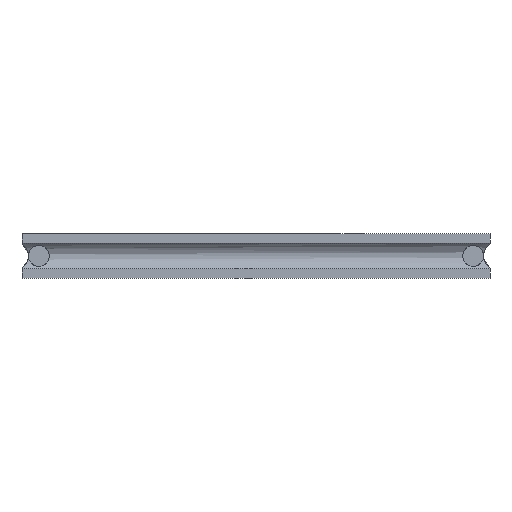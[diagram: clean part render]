
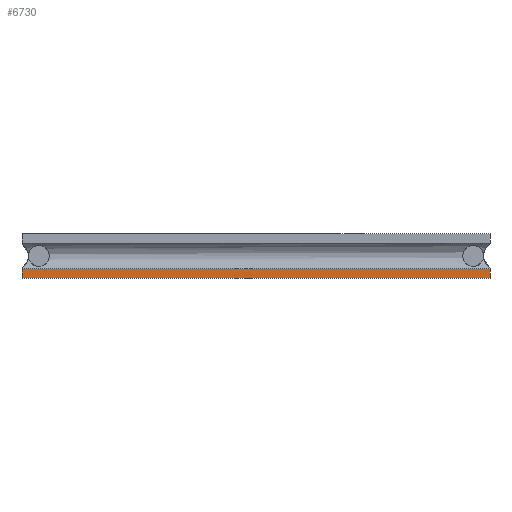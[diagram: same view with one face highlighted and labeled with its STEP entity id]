
A CAD part, left-side view. The second image highlights one B-rep face of the part: STEP entity #6730.
In plain terms, the highlighted planar face has unit normal (-1, 0, 0).
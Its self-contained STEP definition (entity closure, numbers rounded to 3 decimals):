
#1281=LINE('',#15633,#1780);
#1285=LINE('',#15670,#1784);
#1293=LINE('',#15714,#1792);
#1297=LINE('',#15721,#1796);
#1780=VECTOR('',#7591,10.);
#1784=VECTOR('',#7597,10.);
#1792=VECTOR('',#7611,10.);
#1796=VECTOR('',#7619,10.);
#2168=FACE_OUTER_BOUND('',#2544,.T.);
#2544=EDGE_LOOP('',(#5961,#5962,#5963,#5964));
#3219=VERTEX_POINT('',#14873);
#3228=VERTEX_POINT('',#15610);
#3230=VERTEX_POINT('',#15631);
#3235=VERTEX_POINT('',#15713);
#4222=EDGE_CURVE('',#3230,#3228,#1281,.T.);
#4226=EDGE_CURVE('',#3219,#3228,#1285,.T.);
#4234=EDGE_CURVE('',#3235,#3219,#1293,.T.);
#4238=EDGE_CURVE('',#3235,#3230,#1297,.T.);
#5961=ORIENTED_EDGE('',*,*,#4226,.T.);
#5962=ORIENTED_EDGE('',*,*,#4222,.F.);
#5963=ORIENTED_EDGE('',*,*,#4238,.F.);
#5964=ORIENTED_EDGE('',*,*,#4234,.T.);
#6360=PLANE('',#6871);
#6730=ADVANCED_FACE('',(#2168),#6360,.T.);
#6871=AXIS2_PLACEMENT_3D('',#15720,#7617,#7618);
#7591=DIRECTION('',(0.,0.,1.));
#7597=DIRECTION('',(0.,1.,0.));
#7611=DIRECTION('',(0.,0.,1.));
#7617=DIRECTION('center_axis',(-1.,0.,0.));
#7618=DIRECTION('ref_axis',(0.,-1.,0.));
#7619=DIRECTION('',(0.,1.,0.));
#14873=CARTESIAN_POINT('',(6.475,-46.675,1.68));
#15610=CARTESIAN_POINT('',(6.475,-6.625,1.68));
#15631=CARTESIAN_POINT('',(6.475,-6.625,0.85));
#15633=CARTESIAN_POINT('',(6.475,-6.625,0.85));
#15670=CARTESIAN_POINT('',(6.475,-46.675,1.68));
#15713=CARTESIAN_POINT('',(6.475,-46.675,0.85));
#15714=CARTESIAN_POINT('',(6.475,-46.675,0.85));
#15720=CARTESIAN_POINT('Origin',(6.475,-6.625,0.85));
#15721=CARTESIAN_POINT('',(6.475,-46.675,0.85));
